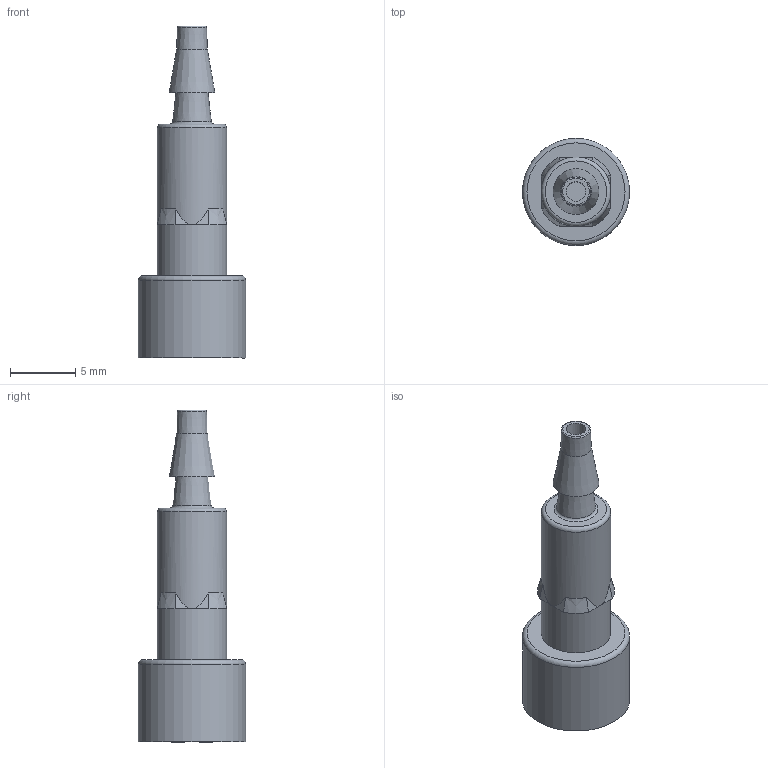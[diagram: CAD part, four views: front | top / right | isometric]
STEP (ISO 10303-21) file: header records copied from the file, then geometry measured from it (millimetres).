
FILE_DESCRIPTION(/* description */ (''),/* implementation_level */ '2;1');
FILE_NAME(/* name */ 'PCFS-3.0.stp',/* time_stamp */ '2023-09-18T17:30:47+08:00',/* author */ (''),/* organization */ (''),/* preprocessor_version */ 'ST-DEVELOPER v16',/* originating_system */ 'SIEMENS PLM Software NX 10.0',/* authorisation */ '');
FILE_SCHEMA (('AUTOMOTIVE_DESIGN { 1 0 10303 214 3 1 1 1 }'));
Length unit declared in the file: millimetre
Products named in the file (1): Admi16F8F3C4yurm
Bounding box: 8.2 x 8.2 x 25.4 mm (x, y, z)
Volume: 372.2 mm3; surface area: 871.3 mm2
Topology: 1 solids, 3 shells, 95 faces, 211 edges, 133 vertices
Faces by surface type: plane 49, cylinder 22, cone 17, torus 7
Full cylindrical faces by diameter (mm): 1.5 x1, 1.689 x2, 2.6 x2, 2.782 x1, 4.4 x4, 5.3 x2, 6.35 x1, 8.2 x1
Entity records: 2418 total; most frequent: DIRECTION 436, CARTESIAN_POINT 412, ORIENTED_EDGE 336, AXIS2_PLACEMENT_3D 180, EDGE_CURVE 168, EDGE_LOOP 144, VERTEX_POINT 124, FACE_BOUND 98
